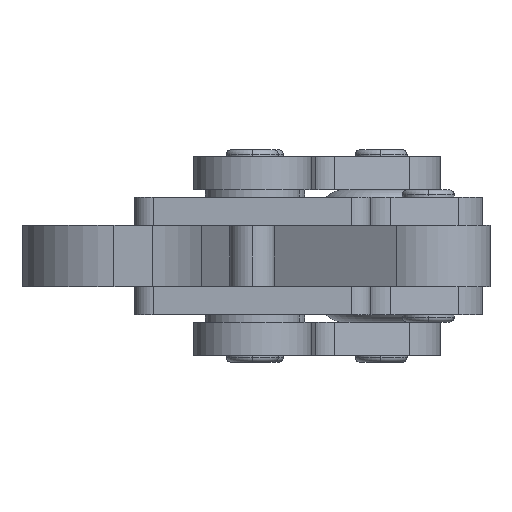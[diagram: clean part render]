
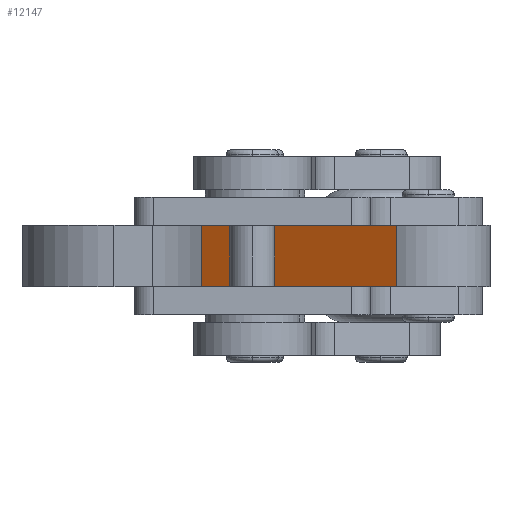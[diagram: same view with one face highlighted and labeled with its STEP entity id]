
A CAD part, front view. The second image highlights one B-rep face of the part: STEP entity #12147.
In plain terms, the highlighted planar face has unit normal (-0.515, -0.857, 0).
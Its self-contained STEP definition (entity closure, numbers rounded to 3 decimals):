
#1076 = CARTESIAN_POINT ( 'NONE',  ( -1.541, -41.857, 6.5 ) ) ;
#1081 = PLANE ( 'NONE',  #7847 ) ;
#1084 = DIRECTION ( 'NONE',  ( 0.515, 0.857, 0. ) ) ;
#1085 = DIRECTION ( 'NONE',  ( -0.857, 0.515, 0. ) ) ;
#2872 = CARTESIAN_POINT ( 'NONE',  ( -1.541, -41.857, 6.5 ) ) ;
#2877 = CARTESIAN_POINT ( 'NONE',  ( 39.853, -66.729, 6.5 ) ) ;
#2880 = DIRECTION ( 'NONE',  ( 0., 0., -1. ) ) ;
#2881 = DIRECTION ( 'NONE',  ( 0., 0., -1. ) ) ;
#2889 = CARTESIAN_POINT ( 'NONE',  ( -1.541, -41.857, -6.5 ) ) ;
#2890 = DIRECTION ( 'NONE',  ( 0.857, -0.515, 0. ) ) ;
#7714 = EDGE_LOOP ( 'NONE', ( #18334, #18328, #18333, #18430 ) ) ;
#7847 = AXIS2_PLACEMENT_3D ( 'NONE', #1076, #1084, #1085 ) ;
#12147 = ADVANCED_FACE ( 'NONE', ( #20249 ), #1081, .F. ) ;
#13063 = LINE ( 'NONE', #16469, #13066 ) ;
#13066 = VECTOR ( 'NONE', #16470, 1000. ) ;
#14620 = VERTEX_POINT ( 'NONE', #15823 ) ;
#14621 = VERTEX_POINT ( 'NONE', #15824 ) ;
#14653 = VERTEX_POINT ( 'NONE', #15892 ) ;
#14657 = VERTEX_POINT ( 'NONE', #15895 ) ;
#15823 = CARTESIAN_POINT ( 'NONE',  ( 39.853, -66.729, -6.5 ) ) ;
#15824 = CARTESIAN_POINT ( 'NONE',  ( -1.541, -41.857, -6.5 ) ) ;
#15892 = CARTESIAN_POINT ( 'NONE',  ( 39.853, -66.729, 6.5 ) ) ;
#15895 = CARTESIAN_POINT ( 'NONE',  ( -1.541, -41.857, 6.5 ) ) ;
#16469 = CARTESIAN_POINT ( 'NONE',  ( -1.541, -41.857, 6.5 ) ) ;
#16470 = DIRECTION ( 'NONE',  ( 0.857, -0.515, 0. ) ) ;
#17691 = LINE ( 'NONE', #2872, #17696 ) ;
#17693 = LINE ( 'NONE', #2877, #17698 ) ;
#17696 = VECTOR ( 'NONE', #2880, 1000. ) ;
#17698 = VECTOR ( 'NONE', #2881, 1000. ) ;
#17708 = LINE ( 'NONE', #2889, #17710 ) ;
#17710 = VECTOR ( 'NONE', #2890, 1000. ) ;
#18328 = ORIENTED_EDGE ( 'NONE', *, *, #18779, .F. ) ;
#18333 = ORIENTED_EDGE ( 'NONE', *, *, #18909, .F. ) ;
#18334 = ORIENTED_EDGE ( 'NONE', *, *, #18786, .T. ) ;
#18430 = ORIENTED_EDGE ( 'NONE', *, *, #18778, .T. ) ;
#18778 = EDGE_CURVE ( 'NONE', #14657, #14621, #17691, .T. ) ;
#18779 = EDGE_CURVE ( 'NONE', #14653, #14620, #17693, .T. ) ;
#18786 = EDGE_CURVE ( 'NONE', #14621, #14620, #17708, .T. ) ;
#18909 = EDGE_CURVE ( 'NONE', #14657, #14653, #13063, .T. ) ;
#20249 = FACE_OUTER_BOUND ( 'NONE', #7714, .T. ) ;
